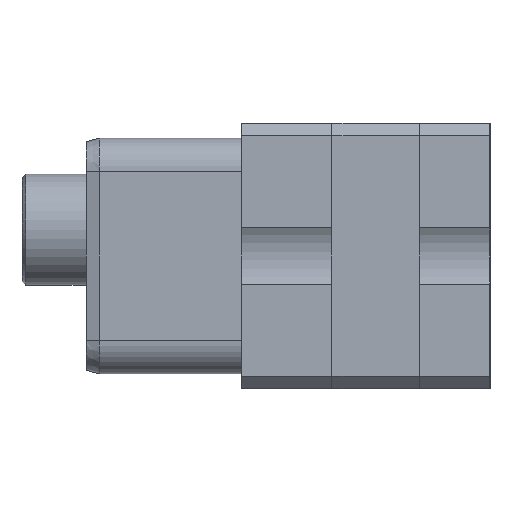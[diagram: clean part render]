
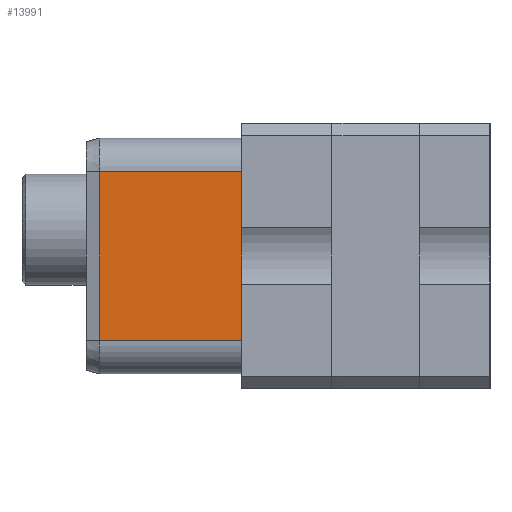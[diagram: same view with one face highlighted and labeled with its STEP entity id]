
A CAD part, left-side view. The second image highlights one B-rep face of the part: STEP entity #13991.
In plain terms, the highlighted planar face has unit normal (-1, 0, 0).
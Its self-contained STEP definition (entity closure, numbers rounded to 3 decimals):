
#390=DIRECTION('',(0.,0.,1.));
#391=VECTOR('',#390,9.61);
#392=CARTESIAN_POINT('',(-20.93,0.015,-4.805));
#393=LINE('',#392,#391);
#2810=DIRECTION('',(0.,0.,1.));
#2811=VECTOR('',#2810,9.61);
#2812=CARTESIAN_POINT('',(-20.93,8.112,-4.805));
#2813=LINE('',#2812,#2811);
#2823=DIRECTION('',(0.,1.,0.));
#2824=VECTOR('',#2823,8.097);
#2825=CARTESIAN_POINT('',(-20.93,0.015,4.805));
#2826=LINE('',#2825,#2824);
#2865=DIRECTION('',(0.,1.,0.));
#2866=VECTOR('',#2865,8.097);
#2867=CARTESIAN_POINT('',(-20.93,0.015,-4.805));
#2868=LINE('',#2867,#2866);
#9341=CARTESIAN_POINT('',(-20.93,0.015,-4.805));
#9343=VERTEX_POINT('',#9341);
#9346=CARTESIAN_POINT('',(-20.93,0.015,4.805));
#9348=VERTEX_POINT('',#9346);
#9373=CARTESIAN_POINT('',(-20.93,8.112,-4.805));
#9374=CARTESIAN_POINT('',(-20.93,8.112,4.805));
#9375=VERTEX_POINT('',#9373);
#9376=VERTEX_POINT('',#9374);
#13978=CARTESIAN_POINT('',(-20.93,0.,-6.705));
#13979=DIRECTION('',(-1.,0.,0.));
#13980=DIRECTION('',(0.,0.,1.));
#13981=AXIS2_PLACEMENT_3D('',#13978,#13979,#13980);
#13982=PLANE('',#13981);
#13983=ORIENTED_EDGE('',*,*,#13972,.T.);
#13985=ORIENTED_EDGE('',*,*,#13984,.F.);
#13986=ORIENTED_EDGE('',*,*,#11681,.F.);
#13988=ORIENTED_EDGE('',*,*,#13987,.T.);
#13989=EDGE_LOOP('',(#13983,#13985,#13986,#13988));
#13990=FACE_OUTER_BOUND('',#13989,.F.);
#13991=ADVANCED_FACE('',(#13990),#13982,.T.);
#11681=EDGE_CURVE('',#9343,#9348,#393,.T.);
#13972=EDGE_CURVE('',#9375,#9376,#2813,.T.);
#13984=EDGE_CURVE('',#9348,#9376,#2826,.T.);
#13987=EDGE_CURVE('',#9343,#9375,#2868,.T.);
